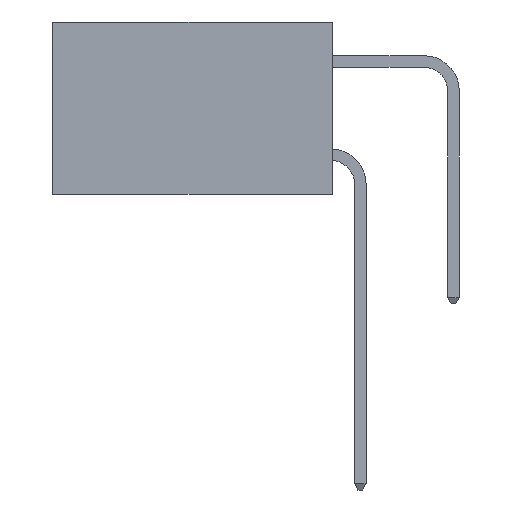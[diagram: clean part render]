
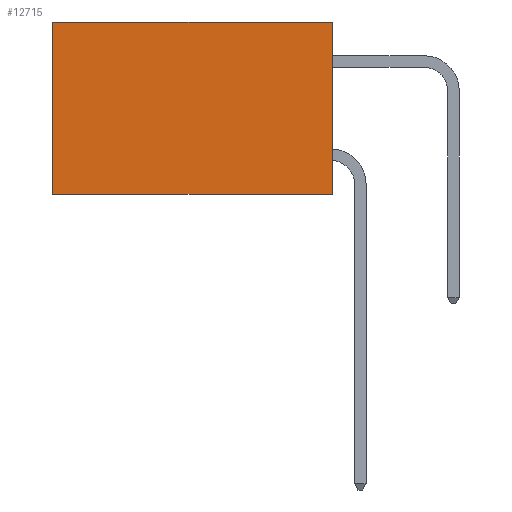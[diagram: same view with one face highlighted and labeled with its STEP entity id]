
A CAD part, left-side view. The second image highlights one B-rep face of the part: STEP entity #12715.
In plain terms, the highlighted planar face has unit normal (-1, 0, 0).
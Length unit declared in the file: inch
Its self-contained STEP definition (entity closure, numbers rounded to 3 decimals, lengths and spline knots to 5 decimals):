
#190 = VERTEX_POINT ( 'NONE', #15010 ) ;
#375 = LINE ( 'NONE', #16514, #12277 ) ;
#2618 = CARTESIAN_POINT ( 'NONE',  ( 0.298, 0., 0. ) ) ;
#3194 = CARTESIAN_POINT ( 'NONE',  ( 0.298, 0.6, -0.37 ) ) ;
#3663 = LINE ( 'NONE', #6758, #8322 ) ;
#3771 = VERTEX_POINT ( 'NONE', #4569 ) ;
#4014 = ORIENTED_EDGE ( 'NONE', *, *, #5749, .T. ) ;
#4159 = DIRECTION ( 'NONE',  ( 1., 0., 0. ) ) ;
#4569 = CARTESIAN_POINT ( 'NONE',  ( 0.298, 0., -0.37 ) ) ;
#5749 = EDGE_CURVE ( 'NONE', #190, #10802, #3663, .T. ) ;
#6068 = VECTOR ( 'NONE', #6294, 39.37008 ) ;
#6294 = DIRECTION ( 'NONE',  ( 0., 1., 0. ) ) ;
#6364 = CARTESIAN_POINT ( 'NONE',  ( 0.298, 0., -0.37 ) ) ;
#6738 = DIRECTION ( 'NONE',  ( 0., 1., 0. ) ) ;
#6758 = CARTESIAN_POINT ( 'NONE',  ( 0.298, 0., 0. ) ) ;
#7032 = EDGE_CURVE ( 'NONE', #3771, #11017, #17869, .T. ) ;
#8322 = VECTOR ( 'NONE', #6738, 39.37008 ) ;
#9167 = VECTOR ( 'NONE', #10875, 39.37008 ) ;
#10264 = EDGE_CURVE ( 'NONE', #190, #3771, #375, .T. ) ;
#10802 = VERTEX_POINT ( 'NONE', #15095 ) ;
#10875 = DIRECTION ( 'NONE',  ( 0., 0., -1. ) ) ;
#11017 = VERTEX_POINT ( 'NONE', #3194 ) ;
#11946 = PLANE ( 'NONE',  #13680 ) ;
#12027 = ORIENTED_EDGE ( 'NONE', *, *, #7032, .F. ) ;
#12277 = VECTOR ( 'NONE', #18010, 39.37008 ) ;
#12302 = EDGE_LOOP ( 'NONE', ( #12348, #12027, #17665, #4014 ) ) ;
#12348 = ORIENTED_EDGE ( 'NONE', *, *, #14773, .T. ) ;
#12715 = ADVANCED_FACE ( 'NONE', ( #19507 ), #11946, .F. ) ;
#13320 = LINE ( 'NONE', #16968, #9167 ) ;
#13680 = AXIS2_PLACEMENT_3D ( 'NONE', #2618, #4159, #15024 ) ;
#14773 = EDGE_CURVE ( 'NONE', #10802, #11017, #13320, .T. ) ;
#15010 = CARTESIAN_POINT ( 'NONE',  ( 0.298, 0., 0. ) ) ;
#15024 = DIRECTION ( 'NONE',  ( 0., 0., -1. ) ) ;
#15095 = CARTESIAN_POINT ( 'NONE',  ( 0.298, 0.6, 0. ) ) ;
#16514 = CARTESIAN_POINT ( 'NONE',  ( 0.298, 0., 0. ) ) ;
#16968 = CARTESIAN_POINT ( 'NONE',  ( 0.298, 0.6, 0. ) ) ;
#17665 = ORIENTED_EDGE ( 'NONE', *, *, #10264, .F. ) ;
#17869 = LINE ( 'NONE', #6364, #6068 ) ;
#18010 = DIRECTION ( 'NONE',  ( 0., 0., -1. ) ) ;
#19507 = FACE_OUTER_BOUND ( 'NONE', #12302, .T. ) ;
